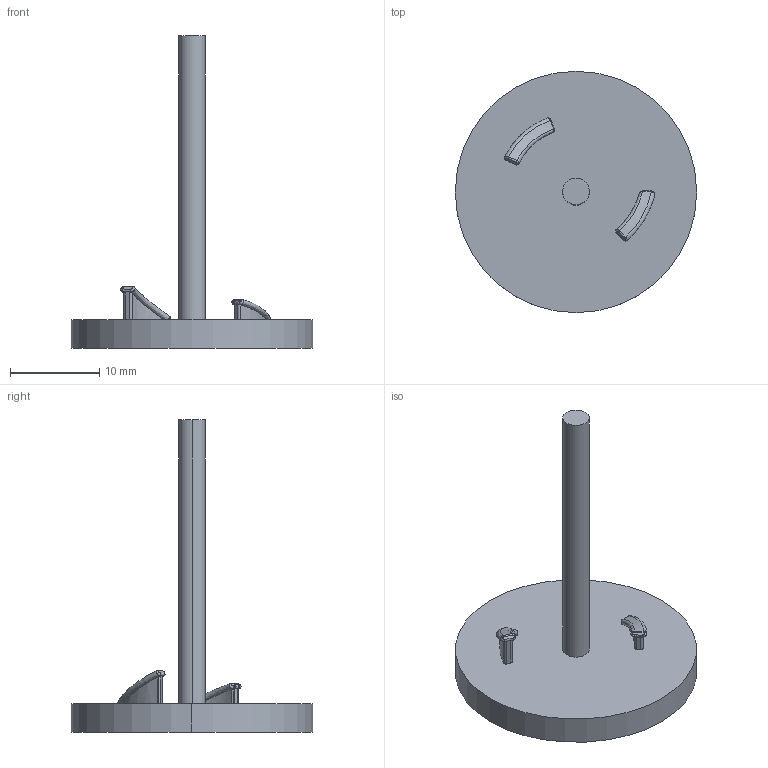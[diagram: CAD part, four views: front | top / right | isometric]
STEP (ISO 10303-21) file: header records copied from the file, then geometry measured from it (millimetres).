
FILE_DESCRIPTION (( 'STEP AP214' ), '1' );
FILE_NAME ('derailleur.STEP', '2025-10-25T20:30:40', ( '' ), ( '' ), 'SwSTEP 2.0', 'SolidWorks 2025', '' );
FILE_SCHEMA (( 'AUTOMOTIVE_DESIGN' ));
Length unit declared in the file: millimetre
Products named in the file (1): derailleur
Bounding box: 27 x 27 x 34.92 mm (x, y, z)
Volume: 2066.7 mm3; surface area: 1775.1 mm2
Topology: 1 solids, 1 shells, 53 faces, 127 edges, 79 vertices
Faces by surface type: bspline 32, plane 11, cylinder 10
Entity records: 2348 total; most frequent: CARTESIAN_POINT 1341, ORIENTED_EDGE 254, EDGE_CURVE 127, DIRECTION 124, VERTEX_POINT 79, B_SPLINE_CURVE_WITH_KNOTS 76, EDGE_LOOP 56, FACE_OUTER_BOUND 53
